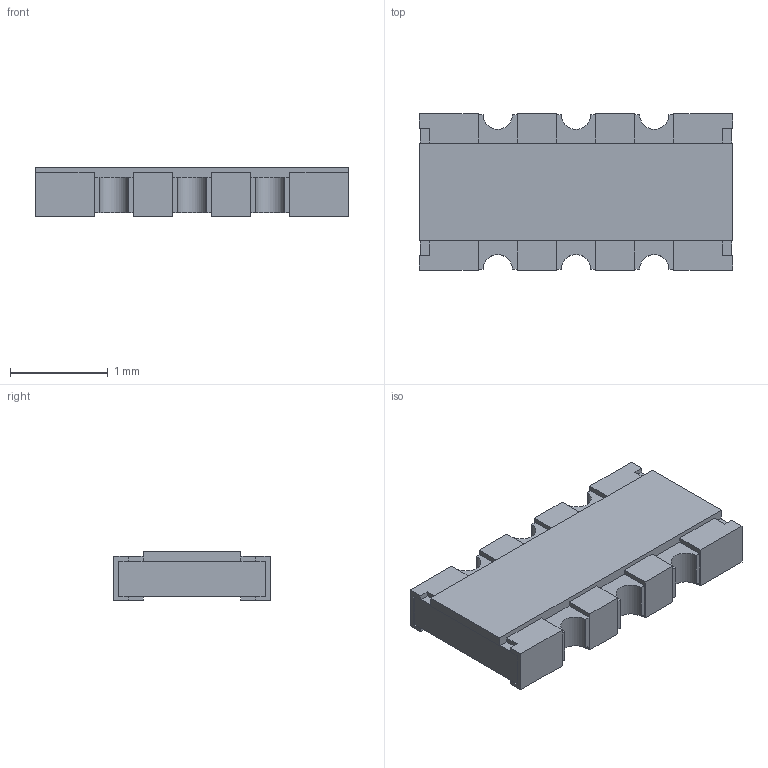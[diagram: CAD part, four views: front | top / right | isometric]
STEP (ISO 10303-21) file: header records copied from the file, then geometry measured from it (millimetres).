
FILE_DESCRIPTION (( 'STEP AP214' ), '1' );
FILE_NAME ('User Library-cay16-j4.STEP', '2019-11-18T04:02:00', ( '' ), ( '' ), 'SwSTEP 2.0', 'SolidWorks 2019', '' );
FILE_SCHEMA (( 'AUTOMOTIVE_DESIGN' ));
Length unit declared in the file: millimetre
Products named in the file (1): User Library-cay16-j4
Bounding box: 3.2 x 1.6 x 0.5 mm (x, y, z)
Volume: 2.2 mm3; surface area: 15.3 mm2
Topology: 1 solids, 1 shells, 114 faces, 324 edges, 212 vertices
Faces by surface type: plane 108, cylinder 6
Entity records: 4824 total; most frequent: CARTESIAN_POINT 651, ORIENTED_EDGE 648, DIRECTION 566, EDGE_CURVE 324, VECTOR 312, LINE 312, VERTEX_POINT 212, AXIS2_PLACEMENT_3D 127
